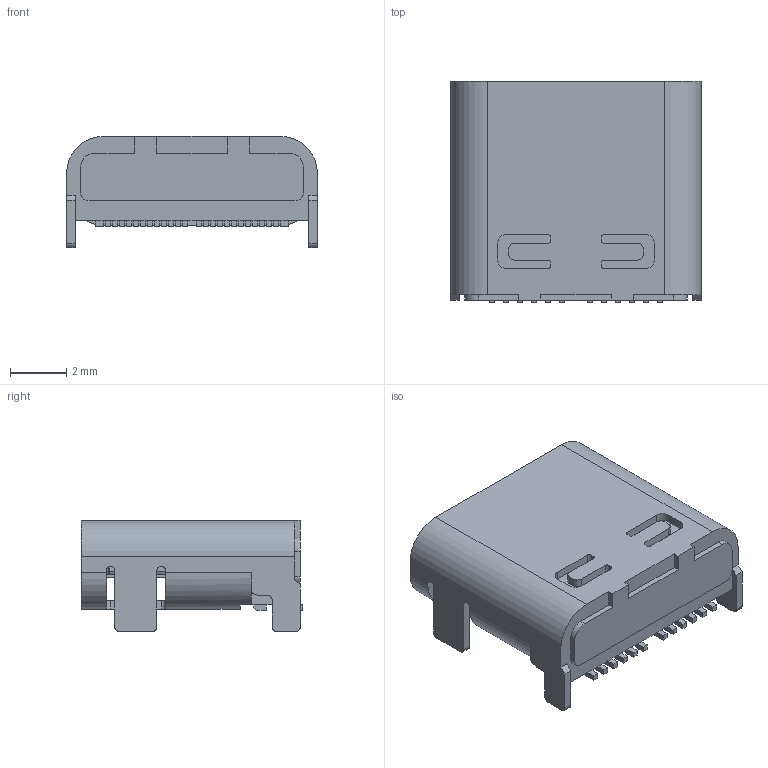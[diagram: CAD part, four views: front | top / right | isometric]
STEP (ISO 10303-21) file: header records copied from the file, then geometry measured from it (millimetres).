
FILE_DESCRIPTION(/* description */ (''),/* implementation_level */ '2;1');
FILE_NAME(/* name */ 'Molex - 1054500101.step',/* time_stamp */ '2020-05-13T18:56:11+01:00',/* author */ (''),/* organization */ (''),/* preprocessor_version */ 'ST-DEVELOPER v18.1',/* originating_system */ 'Autodesk Translation Framework v9.2.0.1227',/* authorisation */ '');
FILE_SCHEMA (('AUTOMOTIVE_DESIGN { 1 0 10303 214 3 1 1 }'));
Length unit declared in the file: millimetre
Products named in the file (1): Molex - 1054500101
Bounding box: 8.94 x 7.9 x 3.96 mm (x, y, z)
Volume: 132.4 mm3; surface area: 407.2 mm2
Topology: 1 solids, 1 shells, 510 faces, 1406 edges, 914 vertices
Faces by surface type: plane 338, cylinder 152, bspline 8, cone 4, sphere 4, torus 4
Entity records: 16663 total; most frequent: CARTESIAN_POINT 2967, ORIENTED_EDGE 2812, DIRECTION 2738, EDGE_CURVE 1406, LINE 1072, VECTOR 1072, VERTEX_POINT 914, AXIS2_PLACEMENT_3D 833
